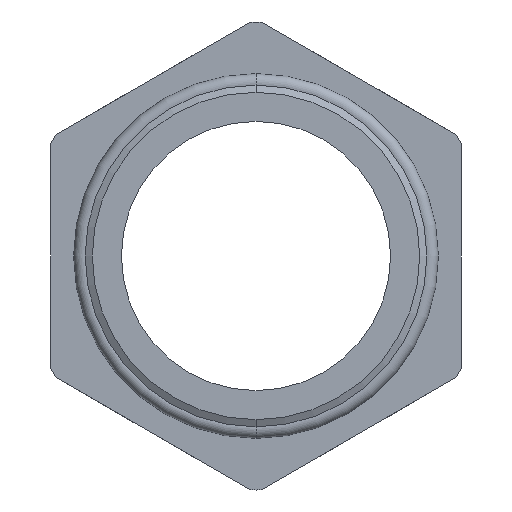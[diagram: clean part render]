
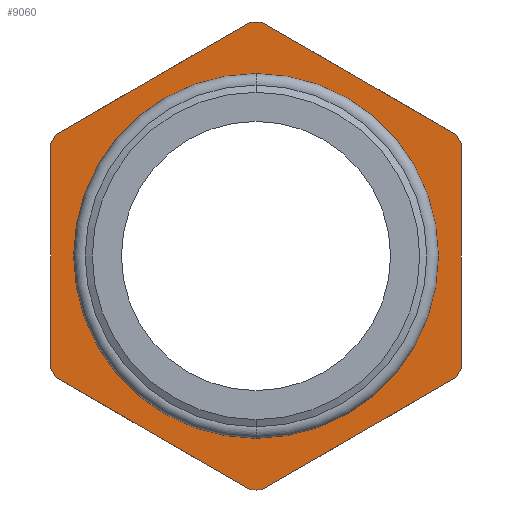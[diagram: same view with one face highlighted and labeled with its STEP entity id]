
A CAD part, front view. The second image highlights one B-rep face of the part: STEP entity #9060.
In plain terms, the highlighted planar face has unit normal (0, -1, 0).
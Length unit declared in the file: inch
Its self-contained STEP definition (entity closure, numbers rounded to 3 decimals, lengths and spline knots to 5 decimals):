
#1092 = EDGE_CURVE ( 'NONE', #1093, #1094, #3902, .T. ) ;
#1093 = VERTEX_POINT ( 'NONE', #3897 ) ;
#1094 = VERTEX_POINT ( 'NONE', #3896 ) ;
#1526 = VERTEX_POINT ( 'NONE', #4688 ) ;
#1582 = EDGE_CURVE ( 'NONE', #1583, #1526, #4773, .T. ) ;
#1583 = VERTEX_POINT ( 'NONE', #4769 ) ;
#1611 = VERTEX_POINT ( 'NONE', #4842 ) ;
#1613 = EDGE_CURVE ( 'NONE', #1526, #1611, #4840, .T. ) ;
#1618 = VERTEX_POINT ( 'NONE', #4826 ) ;
#1623 = VERTEX_POINT ( 'NONE', #4819 ) ;
#1630 = VERTEX_POINT ( 'NONE', #4870 ) ;
#1632 = EDGE_CURVE ( 'NONE', #1623, #1630, #4869, .T. ) ;
#1638 = VERTEX_POINT ( 'NONE', #4848 ) ;
#1645 = VERTEX_POINT ( 'NONE', #4901 ) ;
#1647 = EDGE_CURVE ( 'NONE', #1638, #1645, #4900, .T. ) ;
#1649 = VERTEX_POINT ( 'NONE', #4893 ) ;
#1651 = EDGE_CURVE ( 'NONE', #1669, #1649, #4888, .T. ) ;
#1662 = VERTEX_POINT ( 'NONE', #4922 ) ;
#1664 = EDGE_CURVE ( 'NONE', #1684, #1662, #4921, .T. ) ;
#1669 = VERTEX_POINT ( 'NONE', #4963 ) ;
#1677 = VERTEX_POINT ( 'NONE', #4948 ) ;
#1679 = EDGE_CURVE ( 'NONE', #1618, #1677, #4947, .T. ) ;
#1684 = VERTEX_POINT ( 'NONE', #4993 ) ;
#1718 = EDGE_CURVE ( 'NONE', #1645, #1669, #5001, .T. ) ;
#1728 = EDGE_CURVE ( 'NONE', #1649, #1684, #5042, .T. ) ;
#3896 = CARTESIAN_POINT ( 'NONE',  ( 0., 0.16755, 0.315 ) ) ;
#3897 = CARTESIAN_POINT ( 'NONE',  ( 0., 0.16755, -0.315 ) ) ;
#3898 = DIRECTION ( 'NONE',  ( 0., 0., -1. ) ) ;
#3899 = DIRECTION ( 'NONE',  ( 0., -1., 0. ) ) ;
#3900 = CARTESIAN_POINT ( 'NONE',  ( 0., 0.16755, 0. ) ) ;
#3901 = AXIS2_PLACEMENT_3D ( 'NONE', #3900, #3899, #3898 ) ;
#3902 = CIRCLE ( 'NONE', #3901, 0.315 ) ;
#4688 = CARTESIAN_POINT ( 'NONE',  ( 0., 0.16755, -0.4503 ) ) ;
#4769 = CARTESIAN_POINT ( 'NONE',  ( -0.01026, 0.16755, -0.45018 ) ) ;
#4770 = DIRECTION ( 'NONE',  ( 0., 0., -1. ) ) ;
#4771 = DIRECTION ( 'NONE',  ( 0., -1., 0. ) ) ;
#4772 = AXIS2_PLACEMENT_3D ( 'NONE', #4779, #4771, #4770 ) ;
#4773 = CIRCLE ( 'NONE', #4772, 0.4503 ) ;
#4779 = CARTESIAN_POINT ( 'NONE',  ( 0., 0.16755, 0. ) ) ;
#4819 = CARTESIAN_POINT ( 'NONE',  ( 0.38474, 0.16755, -0.23398 ) ) ;
#4826 = CARTESIAN_POINT ( 'NONE',  ( -0.395, 0.16755, -0.21621 ) ) ;
#4836 = DIRECTION ( 'NONE',  ( 0., 0., -1. ) ) ;
#4837 = DIRECTION ( 'NONE',  ( 0., -1., 0. ) ) ;
#4838 = CARTESIAN_POINT ( 'NONE',  ( 0., 0.16755, 0. ) ) ;
#4839 = AXIS2_PLACEMENT_3D ( 'NONE', #4838, #4837, #4836 ) ;
#4840 = CIRCLE ( 'NONE', #4839, 0.4503 ) ;
#4842 = CARTESIAN_POINT ( 'NONE',  ( 0.01026, 0.16755, -0.45018 ) ) ;
#4848 = CARTESIAN_POINT ( 'NONE',  ( 0.395, 0.16755, 0.21621 ) ) ;
#4865 = DIRECTION ( 'NONE',  ( 0., 0., -1. ) ) ;
#4866 = DIRECTION ( 'NONE',  ( 0., -1., 0. ) ) ;
#4867 = CARTESIAN_POINT ( 'NONE',  ( 0., 0.16755, 0. ) ) ;
#4868 = AXIS2_PLACEMENT_3D ( 'NONE', #4867, #4866, #4865 ) ;
#4869 = CIRCLE ( 'NONE', #4868, 0.4503 ) ;
#4870 = CARTESIAN_POINT ( 'NONE',  ( 0.395, 0.16755, -0.21621 ) ) ;
#4884 = DIRECTION ( 'NONE',  ( 0., 0., -1. ) ) ;
#4885 = DIRECTION ( 'NONE',  ( 0., -1., 0. ) ) ;
#4886 = CARTESIAN_POINT ( 'NONE',  ( 0., 0.16755, 0. ) ) ;
#4887 = AXIS2_PLACEMENT_3D ( 'NONE', #4886, #4885, #4884 ) ;
#4888 = CIRCLE ( 'NONE', #4887, 0.4503 ) ;
#4893 = CARTESIAN_POINT ( 'NONE',  ( -0.01026, 0.16755, 0.45018 ) ) ;
#4896 = DIRECTION ( 'NONE',  ( 0., 0., -1. ) ) ;
#4897 = DIRECTION ( 'NONE',  ( 0., -1., 0. ) ) ;
#4898 = CARTESIAN_POINT ( 'NONE',  ( 0., 0.16755, 0. ) ) ;
#4899 = AXIS2_PLACEMENT_3D ( 'NONE', #4898, #4897, #4896 ) ;
#4900 = CIRCLE ( 'NONE', #4899, 0.4503 ) ;
#4901 = CARTESIAN_POINT ( 'NONE',  ( 0.38474, 0.16755, 0.23398 ) ) ;
#4917 = DIRECTION ( 'NONE',  ( 0., 0., -1. ) ) ;
#4918 = DIRECTION ( 'NONE',  ( 0., -1., 0. ) ) ;
#4919 = CARTESIAN_POINT ( 'NONE',  ( 0., 0.16755, 0. ) ) ;
#4920 = AXIS2_PLACEMENT_3D ( 'NONE', #4919, #4918, #4917 ) ;
#4921 = CIRCLE ( 'NONE', #4920, 0.4503 ) ;
#4922 = CARTESIAN_POINT ( 'NONE',  ( -0.395, 0.16755, 0.21621 ) ) ;
#4943 = DIRECTION ( 'NONE',  ( 0., 0., -1. ) ) ;
#4944 = DIRECTION ( 'NONE',  ( 0., -1., 0. ) ) ;
#4945 = CARTESIAN_POINT ( 'NONE',  ( 0., 0.16755, 0. ) ) ;
#4946 = AXIS2_PLACEMENT_3D ( 'NONE', #4945, #4944, #4943 ) ;
#4947 = CIRCLE ( 'NONE', #4946, 0.4503 ) ;
#4948 = CARTESIAN_POINT ( 'NONE',  ( -0.38474, 0.16755, -0.23398 ) ) ;
#4963 = CARTESIAN_POINT ( 'NONE',  ( 0.01026, 0.16755, 0.45018 ) ) ;
#4993 = CARTESIAN_POINT ( 'NONE',  ( -0.38474, 0.16755, 0.23398 ) ) ;
#5000 = CARTESIAN_POINT ( 'NONE',  ( 0.43375, 0.16755, 0.20568 ) ) ;
#5001 = LINE ( 'NONE', #5000, #5058 ) ;
#5033 = DIRECTION ( 'NONE',  ( -0.866, 0., -0.5 ) ) ;
#5034 = VECTOR ( 'NONE', #5033, 39.37008 ) ;
#5035 = CARTESIAN_POINT ( 'NONE',  ( 0.03875, 0.16755, 0.47848 ) ) ;
#5042 = LINE ( 'NONE', #5035, #5034 ) ;
#5057 = DIRECTION ( 'NONE',  ( -0.866, 0., 0.5 ) ) ;
#5058 = VECTOR ( 'NONE', #5057, 39.37008 ) ;
#7612 = DIRECTION ( 'NONE',  ( 0., 0., -1. ) ) ;
#7613 = DIRECTION ( 'NONE',  ( 0., -1., 0. ) ) ;
#7614 = CARTESIAN_POINT ( 'NONE',  ( 0., 0.16755, 0. ) ) ;
#7615 = AXIS2_PLACEMENT_3D ( 'NONE', #7614, #7613, #7612 ) ;
#7616 = CIRCLE ( 'NONE', #7615, 0.315 ) ;
#7658 = DIRECTION ( 'NONE',  ( 0., 0., -1. ) ) ;
#7659 = DIRECTION ( 'NONE',  ( 0., -1., 0. ) ) ;
#7660 = AXIS2_PLACEMENT_3D ( 'NONE', #7662, #7659, #7658 ) ;
#7662 = CARTESIAN_POINT ( 'NONE',  ( 0.315, 0.16755, 0. ) ) ;
#7663 = PLANE ( 'NONE',  #7660 ) ;
#7664 = FACE_OUTER_BOUND ( 'NONE', #9054, .T. ) ;
#7665 = FACE_BOUND ( 'NONE', #9057, .T. ) ;
#7682 = DIRECTION ( 'NONE',  ( 0., 0., -1. ) ) ;
#7683 = VECTOR ( 'NONE', #7682, 39.37008 ) ;
#7684 = CARTESIAN_POINT ( 'NONE',  ( -0.395, 0.16755, 0. ) ) ;
#7685 = LINE ( 'NONE', #7684, #7683 ) ;
#7704 = DIRECTION ( 'NONE',  ( 0.866, 0., -0.5 ) ) ;
#7705 = VECTOR ( 'NONE', #7704, 39.37008 ) ;
#7706 = CARTESIAN_POINT ( 'NONE',  ( 0.03875, 0.16755, -0.47848 ) ) ;
#7707 = LINE ( 'NONE', #7706, #7705 ) ;
#7777 = DIRECTION ( 'NONE',  ( 0.866, 0., 0.5 ) ) ;
#7778 = VECTOR ( 'NONE', #7777, 39.37008 ) ;
#7779 = CARTESIAN_POINT ( 'NONE',  ( 0.43375, 0.16755, -0.20568 ) ) ;
#7780 = LINE ( 'NONE', #7779, #7778 ) ;
#7842 = DIRECTION ( 'NONE',  ( 0., 0., 1. ) ) ;
#7843 = VECTOR ( 'NONE', #7842, 39.37008 ) ;
#7844 = CARTESIAN_POINT ( 'NONE',  ( 0.395, 0.16755, 0. ) ) ;
#7845 = LINE ( 'NONE', #7844, #7843 ) ;
#9047 = EDGE_CURVE ( 'NONE', #1094, #1093, #7616, .T. ) ;
#9049 = ORIENTED_EDGE ( 'NONE', *, *, #9155, .T. ) ;
#9053 = ORIENTED_EDGE ( 'NONE', *, *, #1632, .T. ) ;
#9054 = EDGE_LOOP ( 'NONE', ( #9053, #9049, #9071, #9074, #9072, #9073, #9066, #9067, #9069, #9068, #9061, #9059, #9058 ) ) ;
#9055 = ORIENTED_EDGE ( 'NONE', *, *, #9047, .F. ) ;
#9056 = ORIENTED_EDGE ( 'NONE', *, *, #1092, .F. ) ;
#9057 = EDGE_LOOP ( 'NONE', ( #9056, #9055 ) ) ;
#9058 = ORIENTED_EDGE ( 'NONE', *, *, #9116, .T. ) ;
#9059 = ORIENTED_EDGE ( 'NONE', *, *, #1613, .T. ) ;
#9060 = ADVANCED_FACE ( 'NONE', ( #7665, #7664 ), #7663, .T. ) ;
#9061 = ORIENTED_EDGE ( 'NONE', *, *, #1582, .T. ) ;
#9066 = ORIENTED_EDGE ( 'NONE', *, *, #1664, .T. ) ;
#9067 = ORIENTED_EDGE ( 'NONE', *, *, #9088, .T. ) ;
#9068 = ORIENTED_EDGE ( 'NONE', *, *, #9103, .T. ) ;
#9069 = ORIENTED_EDGE ( 'NONE', *, *, #1679, .T. ) ;
#9071 = ORIENTED_EDGE ( 'NONE', *, *, #1647, .T. ) ;
#9072 = ORIENTED_EDGE ( 'NONE', *, *, #1651, .T. ) ;
#9073 = ORIENTED_EDGE ( 'NONE', *, *, #1728, .T. ) ;
#9074 = ORIENTED_EDGE ( 'NONE', *, *, #1718, .T. ) ;
#9088 = EDGE_CURVE ( 'NONE', #1662, #1618, #7685, .T. ) ;
#9103 = EDGE_CURVE ( 'NONE', #1677, #1583, #7707, .T. ) ;
#9116 = EDGE_CURVE ( 'NONE', #1611, #1623, #7780, .T. ) ;
#9155 = EDGE_CURVE ( 'NONE', #1630, #1638, #7845, .T. ) ;
